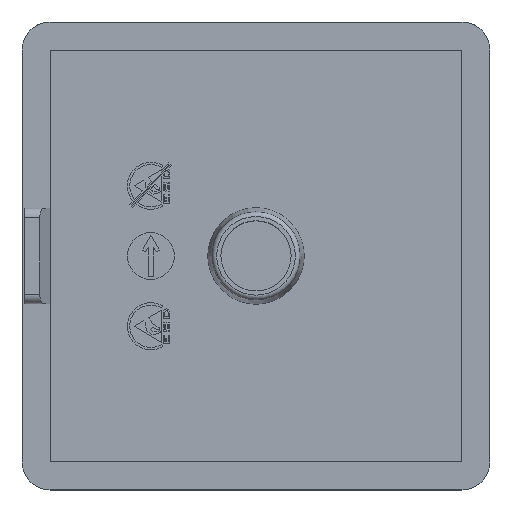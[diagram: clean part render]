
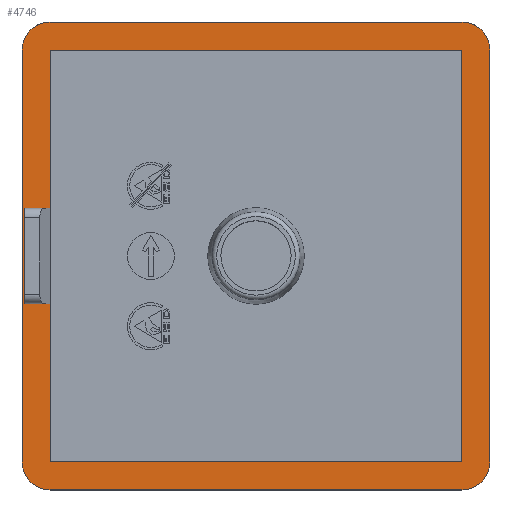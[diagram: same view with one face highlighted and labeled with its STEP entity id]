
A CAD part, top view. The second image highlights one B-rep face of the part: STEP entity #4746.
In plain terms, the highlighted planar face has unit normal (0, 0, 1).
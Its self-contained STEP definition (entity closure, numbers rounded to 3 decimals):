
#33=FACE_BOUND('',#541,.T.);
#50=PLANE('',#5039);
#284=FACE_OUTER_BOUND('',#540,.T.);
#540=EDGE_LOOP('',(#3346,#3347,#3348,#3349,#3350,#3351,#3352,#3353));
#541=EDGE_LOOP('',(#3354,#3355,#3356,#3357,#3358,#3359,#3360,#3361));
#812=LINE('',#6626,#1458);
#813=LINE('',#6630,#1459);
#814=LINE('',#6634,#1460);
#815=LINE('',#6638,#1461);
#816=LINE('',#6642,#1462);
#817=LINE('',#6644,#1463);
#818=LINE('',#6646,#1464);
#819=LINE('',#6648,#1465);
#820=LINE('',#6650,#1466);
#821=LINE('',#6652,#1467);
#822=LINE('',#6654,#1468);
#823=LINE('',#6655,#1469);
#1458=VECTOR('',#5374,1000.);
#1459=VECTOR('',#5377,1000.);
#1460=VECTOR('',#5380,1000.);
#1461=VECTOR('',#5383,1000.);
#1462=VECTOR('',#5386,1000.);
#1463=VECTOR('',#5387,1000.);
#1464=VECTOR('',#5388,1000.);
#1465=VECTOR('',#5389,1000.);
#1466=VECTOR('',#5390,1000.);
#1467=VECTOR('',#5391,1000.);
#1468=VECTOR('',#5392,1000.);
#1469=VECTOR('',#5393,1000.);
#2117=CIRCLE('',#5040,3.);
#2118=CIRCLE('',#5041,3.);
#2119=CIRCLE('',#5042,3.);
#2120=CIRCLE('',#5043,3.);
#2163=VERTEX_POINT('',#6624);
#2164=VERTEX_POINT('',#6625);
#2165=VERTEX_POINT('',#6627);
#2166=VERTEX_POINT('',#6629);
#2167=VERTEX_POINT('',#6631);
#2168=VERTEX_POINT('',#6633);
#2169=VERTEX_POINT('',#6635);
#2170=VERTEX_POINT('',#6637);
#2171=VERTEX_POINT('',#6640);
#2172=VERTEX_POINT('',#6641);
#2173=VERTEX_POINT('',#6643);
#2174=VERTEX_POINT('',#6645);
#2175=VERTEX_POINT('',#6647);
#2176=VERTEX_POINT('',#6649);
#2177=VERTEX_POINT('',#6651);
#2178=VERTEX_POINT('',#6653);
#2634=EDGE_CURVE('',#2163,#2164,#812,.T.);
#2635=EDGE_CURVE('',#2164,#2165,#2117,.T.);
#2636=EDGE_CURVE('',#2165,#2166,#813,.T.);
#2637=EDGE_CURVE('',#2166,#2167,#2118,.T.);
#2638=EDGE_CURVE('',#2167,#2168,#814,.T.);
#2639=EDGE_CURVE('',#2168,#2169,#2119,.T.);
#2640=EDGE_CURVE('',#2169,#2170,#815,.T.);
#2641=EDGE_CURVE('',#2170,#2163,#2120,.T.);
#2642=EDGE_CURVE('',#2171,#2172,#816,.T.);
#2643=EDGE_CURVE('',#2171,#2173,#817,.T.);
#2644=EDGE_CURVE('',#2173,#2174,#818,.T.);
#2645=EDGE_CURVE('',#2174,#2175,#819,.T.);
#2646=EDGE_CURVE('',#2176,#2175,#820,.T.);
#2647=EDGE_CURVE('',#2177,#2176,#821,.T.);
#2648=EDGE_CURVE('',#2178,#2177,#822,.T.);
#2649=EDGE_CURVE('',#2172,#2178,#823,.T.);
#3346=ORIENTED_EDGE('',*,*,#2634,.T.);
#3347=ORIENTED_EDGE('',*,*,#2635,.T.);
#3348=ORIENTED_EDGE('',*,*,#2636,.T.);
#3349=ORIENTED_EDGE('',*,*,#2637,.T.);
#3350=ORIENTED_EDGE('',*,*,#2638,.T.);
#3351=ORIENTED_EDGE('',*,*,#2639,.T.);
#3352=ORIENTED_EDGE('',*,*,#2640,.T.);
#3353=ORIENTED_EDGE('',*,*,#2641,.T.);
#3354=ORIENTED_EDGE('',*,*,#2642,.F.);
#3355=ORIENTED_EDGE('',*,*,#2643,.T.);
#3356=ORIENTED_EDGE('',*,*,#2644,.T.);
#3357=ORIENTED_EDGE('',*,*,#2645,.T.);
#3358=ORIENTED_EDGE('',*,*,#2646,.F.);
#3359=ORIENTED_EDGE('',*,*,#2647,.F.);
#3360=ORIENTED_EDGE('',*,*,#2648,.F.);
#3361=ORIENTED_EDGE('',*,*,#2649,.F.);
#4746=ADVANCED_FACE('',(#284,#33),#50,.T.);
#5039=AXIS2_PLACEMENT_3D('',#6623,#5372,#5373);
#5040=AXIS2_PLACEMENT_3D('',#6628,#5375,#5376);
#5041=AXIS2_PLACEMENT_3D('',#6632,#5378,#5379);
#5042=AXIS2_PLACEMENT_3D('',#6636,#5381,#5382);
#5043=AXIS2_PLACEMENT_3D('',#6639,#5384,#5385);
#5372=DIRECTION('center_axis',(0.,0.,1.));
#5373=DIRECTION('ref_axis',(1.,0.,0.));
#5374=DIRECTION('',(-1.,0.,0.));
#5375=DIRECTION('center_axis',(0.,0.,1.));
#5376=DIRECTION('ref_axis',(1.,0.,0.));
#5377=DIRECTION('',(0.,-1.,0.));
#5378=DIRECTION('center_axis',(0.,0.,1.));
#5379=DIRECTION('ref_axis',(1.,0.,0.));
#5380=DIRECTION('',(1.,0.,0.));
#5381=DIRECTION('center_axis',(0.,0.,1.));
#5382=DIRECTION('ref_axis',(1.,0.,0.));
#5383=DIRECTION('',(0.,1.,0.));
#5384=DIRECTION('center_axis',(0.,0.,1.));
#5385=DIRECTION('ref_axis',(1.,0.,0.));
#5386=DIRECTION('',(0.,-1.,0.));
#5387=DIRECTION('',(-1.,0.,0.));
#5388=DIRECTION('',(0.,1.,0.));
#5389=DIRECTION('',(1.,0.,0.));
#5390=DIRECTION('',(0.,-1.,0.));
#5391=DIRECTION('',(-1.,0.,0.));
#5392=DIRECTION('',(0.,1.,0.));
#5393=DIRECTION('',(1.,0.,0.));
#6623=CARTESIAN_POINT('Origin',(25.,-25.,4.));
#6624=CARTESIAN_POINT('',(22.,25.,4.));
#6625=CARTESIAN_POINT('',(-22.,25.,4.));
#6626=CARTESIAN_POINT('',(-25.,25.,4.));
#6627=CARTESIAN_POINT('',(-25.,22.,4.));
#6628=CARTESIAN_POINT('Origin',(-22.,22.,4.));
#6629=CARTESIAN_POINT('',(-25.,-22.,4.));
#6630=CARTESIAN_POINT('',(-25.,25.,4.));
#6631=CARTESIAN_POINT('',(-22.,-25.,4.));
#6632=CARTESIAN_POINT('Origin',(-22.,-22.,4.));
#6633=CARTESIAN_POINT('',(22.,-25.,4.));
#6634=CARTESIAN_POINT('',(-25.,-25.,4.));
#6635=CARTESIAN_POINT('',(25.,-22.,4.));
#6636=CARTESIAN_POINT('Origin',(22.,-22.,4.));
#6637=CARTESIAN_POINT('',(25.,22.,4.));
#6638=CARTESIAN_POINT('',(25.,25.,4.));
#6639=CARTESIAN_POINT('Origin',(22.,22.,4.));
#6640=CARTESIAN_POINT('',(-22.,-5.1,4.));
#6641=CARTESIAN_POINT('',(-22.,-22.,4.));
#6642=CARTESIAN_POINT('',(-22.,22.,4.));
#6643=CARTESIAN_POINT('',(-24.7,-5.1,4.));
#6644=CARTESIAN_POINT('',(25.,-5.1,4.));
#6645=CARTESIAN_POINT('',(-24.7,5.1,4.));
#6646=CARTESIAN_POINT('',(-24.7,-25.,4.));
#6647=CARTESIAN_POINT('',(-22.,5.1,4.));
#6648=CARTESIAN_POINT('',(25.,5.1,4.));
#6649=CARTESIAN_POINT('',(-22.,22.,4.));
#6650=CARTESIAN_POINT('',(-22.,22.,4.));
#6651=CARTESIAN_POINT('',(22.,22.,4.));
#6652=CARTESIAN_POINT('',(-22.,22.,4.));
#6653=CARTESIAN_POINT('',(22.,-22.,4.));
#6654=CARTESIAN_POINT('',(22.,22.,4.));
#6655=CARTESIAN_POINT('',(-22.,-22.,4.));
